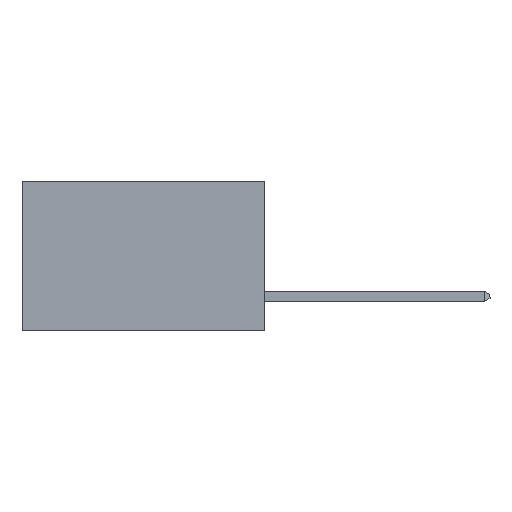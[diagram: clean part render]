
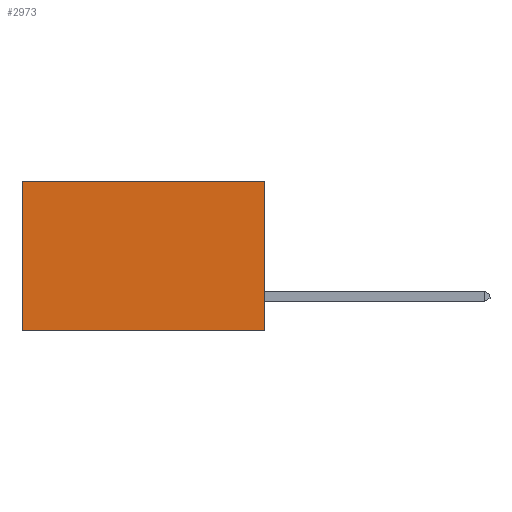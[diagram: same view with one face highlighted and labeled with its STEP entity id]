
A CAD part, left-side view. The second image highlights one B-rep face of the part: STEP entity #2973.
In plain terms, the highlighted planar face has unit normal (-1, 0, 0).
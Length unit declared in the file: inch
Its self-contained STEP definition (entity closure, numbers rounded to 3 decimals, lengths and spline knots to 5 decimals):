
#731 = EDGE_CURVE ( 'NONE', #3377, #11721, #2394, .T. ) ;
#1160 = CARTESIAN_POINT ( 'NONE',  ( 0.298, 0., -0.37 ) ) ;
#1263 = CARTESIAN_POINT ( 'NONE',  ( 0.298, 0., 0. ) ) ;
#1641 = CARTESIAN_POINT ( 'NONE',  ( 0.298, 0., 0. ) ) ;
#1818 = CARTESIAN_POINT ( 'NONE',  ( 0.298, 0., -0.37 ) ) ;
#2394 = LINE ( 'NONE', #5108, #7637 ) ;
#2612 = DIRECTION ( 'NONE',  ( 0., 0., -1. ) ) ;
#2752 = FACE_OUTER_BOUND ( 'NONE', #11618, .T. ) ;
#2945 = AXIS2_PLACEMENT_3D ( 'NONE', #1641, #8461, #2612 ) ;
#2973 = ADVANCED_FACE ( 'NONE', ( #2752 ), #9750, .F. ) ;
#2986 = VERTEX_POINT ( 'NONE', #1818 ) ;
#3377 = VERTEX_POINT ( 'NONE', #6349 ) ;
#4239 = VECTOR ( 'NONE', #8853, 39.37008 ) ;
#4289 = ORIENTED_EDGE ( 'NONE', *, *, #731, .T. ) ;
#4377 = EDGE_CURVE ( 'NONE', #11182, #2986, #11070, .T. ) ;
#5108 = CARTESIAN_POINT ( 'NONE',  ( 0.298, 0.6, 0. ) ) ;
#5343 = LINE ( 'NONE', #1160, #7602 ) ;
#5559 = EDGE_CURVE ( 'NONE', #2986, #11721, #5343, .T. ) ;
#5691 = ORIENTED_EDGE ( 'NONE', *, *, #5559, .F. ) ;
#6349 = CARTESIAN_POINT ( 'NONE',  ( 0.298, 0.6, 0. ) ) ;
#6482 = DIRECTION ( 'NONE',  ( 0., 0., -1. ) ) ;
#7029 = EDGE_CURVE ( 'NONE', #11182, #3377, #9289, .T. ) ;
#7046 = DIRECTION ( 'NONE',  ( 0., 0., -1. ) ) ;
#7602 = VECTOR ( 'NONE', #9363, 39.37008 ) ;
#7637 = VECTOR ( 'NONE', #7046, 39.37008 ) ;
#8016 = CARTESIAN_POINT ( 'NONE',  ( 0.298, 0., 0. ) ) ;
#8461 = DIRECTION ( 'NONE',  ( 1., 0., 0. ) ) ;
#8618 = ORIENTED_EDGE ( 'NONE', *, *, #4377, .F. ) ;
#8636 = CARTESIAN_POINT ( 'NONE',  ( 0.298, 0.6, -0.37 ) ) ;
#8656 = VECTOR ( 'NONE', #6482, 39.37008 ) ;
#8710 = ORIENTED_EDGE ( 'NONE', *, *, #7029, .T. ) ;
#8853 = DIRECTION ( 'NONE',  ( 0., 1., 0. ) ) ;
#9289 = LINE ( 'NONE', #8016, #4239 ) ;
#9363 = DIRECTION ( 'NONE',  ( 0., 1., 0. ) ) ;
#9750 = PLANE ( 'NONE',  #2945 ) ;
#10020 = CARTESIAN_POINT ( 'NONE',  ( 0.298, 0., 0. ) ) ;
#11070 = LINE ( 'NONE', #10020, #8656 ) ;
#11182 = VERTEX_POINT ( 'NONE', #1263 ) ;
#11618 = EDGE_LOOP ( 'NONE', ( #4289, #5691, #8618, #8710 ) ) ;
#11721 = VERTEX_POINT ( 'NONE', #8636 ) ;
